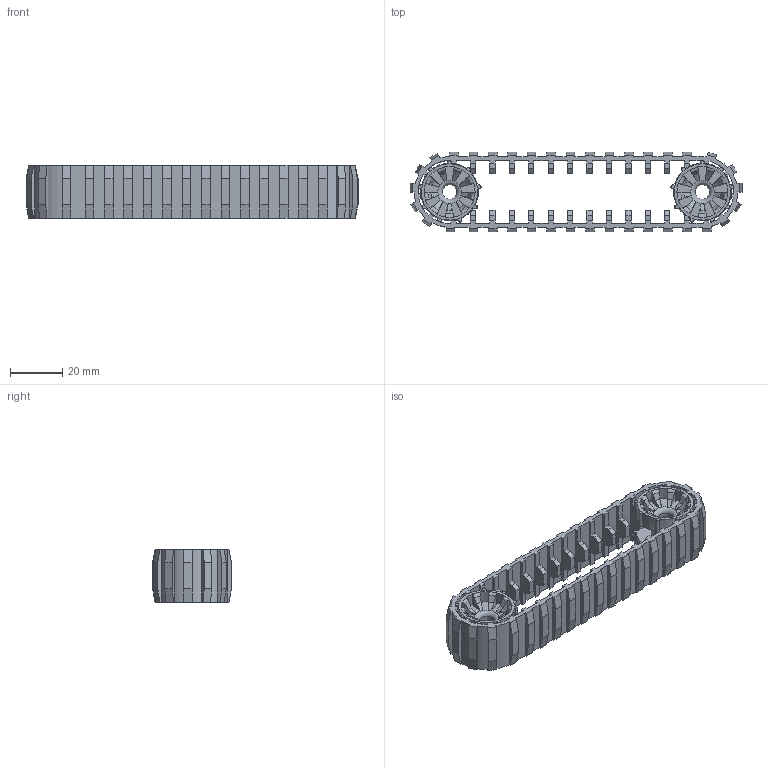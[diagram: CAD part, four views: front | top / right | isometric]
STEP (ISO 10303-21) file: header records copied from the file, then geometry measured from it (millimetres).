
FILE_DESCRIPTION(/* description */ (''),/* implementation_level */ '2;1');
FILE_NAME(/* name */ 'Track_gear_plastic_A.stp',/* time_stamp */ '2019-05-24T15:40:39-05:00',/* author */ (''),/* organization */ (''),/* preprocessor_version */ 'ST-DEVELOPER v16',/* originating_system */ 'SIEMENS PLM Software NX 10.0',/* authorisation */ '');
FILE_SCHEMA (('AUTOMOTIVE_DESIGN { 1 0 10303 214 3 1 1 1 }'));
Length unit declared in the file: millimetre
Products named in the file (1): Dell1210521F0ytl
Bounding box: 126.7 x 30.2 x 20.1 mm (x, y, z)
Volume: 20302.5 mm3; surface area: 25182.6 mm2
Topology: 3 solids, 3 shells, 1089 faces, 3163 edges, 2012 vertices
Faces by surface type: plane 771, bspline 180, cone 72, extrusion 36, cylinder 26, torus 4
Full cylindrical faces by diameter (mm): 5.5 x2, 11 x2
Entity records: 46289 total; most frequent: CARTESIAN_POINT 20022, ORIENTED_EDGE 6154, DIRECTION 4339, EDGE_CURVE 3077, VERTEX_POINT 2006, VECTOR 1981, LINE 1945, AXIS2_PLACEMENT_3D 1179
